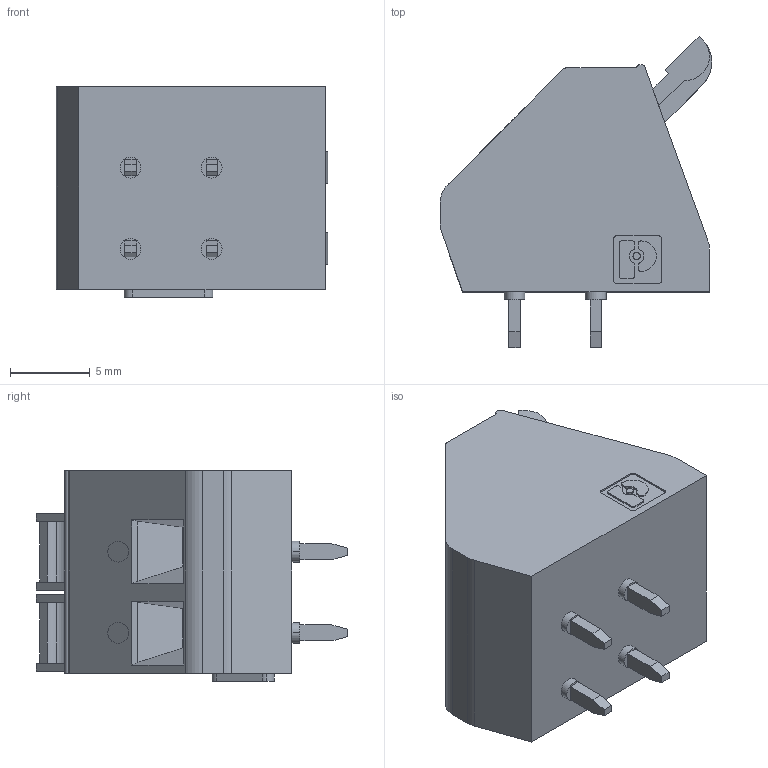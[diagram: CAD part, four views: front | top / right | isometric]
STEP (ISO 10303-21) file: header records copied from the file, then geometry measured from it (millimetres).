
FILE_DESCRIPTION(('SolidDesigner STEP Export'),'2;1');
FILE_NAME('zfkdsa_1.5-w-5.08-2.stp','2012-09-21T10:12:27',(''),(''),'CoCreate Modeling STEP processor for AP214 (Solid Model)','CoCreate Modeling 16.00A 16-Aug-2008 (C) Parametric Technology GmbH','');
FILE_SCHEMA(('AUTOMOTIVE_DESIGN { 1 0 10303 214 1 1 1 1 }'));
Length unit declared in the file: millimetre
Products named in the file (2): zfkdsa_1.5-w-5.08-2
Assembly tree (1 placements, depth 2):
  zfkdsa_1.5-w-5.08-2
    zfkdsa_1.5-w-5.08-2
Bounding box: 17 x 19.5 x 13.2 mm (x, y, z)
Volume: 2270.3 mm3; surface area: 1325.3 mm2
Topology: 1 solids, 1 shells, 203 faces, 501 edges, 324 vertices
Faces by surface type: plane 116, cylinder 57, torus 24, cone 6
Entity records: 7197 total; most frequent: ORIENTED_EDGE 1002, CARTESIAN_POINT 933, DIRECTION 895, EDGE_CURVE 501, VERTEX_POINT 324, VECTOR 323, LINE 323, AXIS2_PLACEMENT_3D 286
